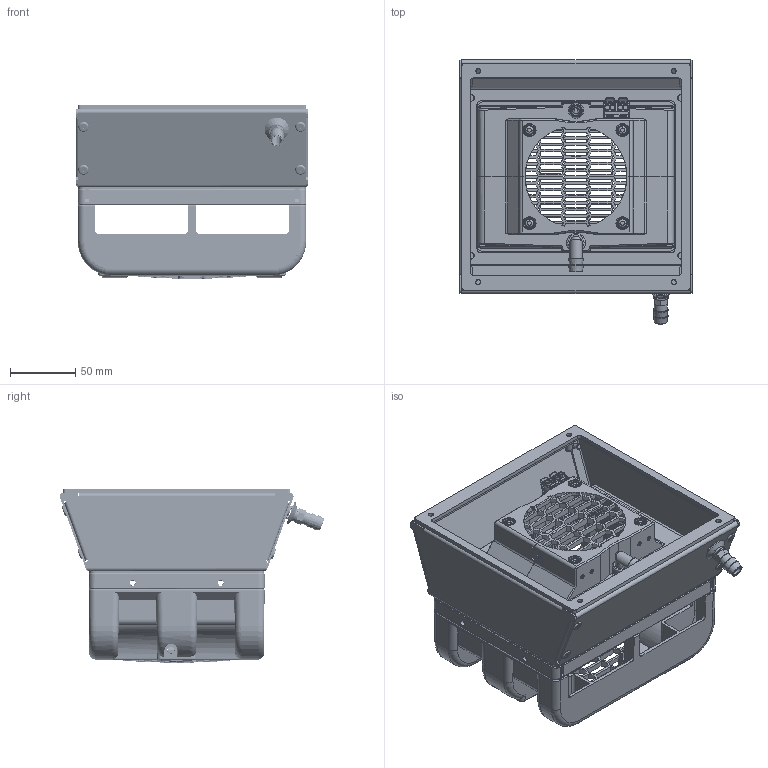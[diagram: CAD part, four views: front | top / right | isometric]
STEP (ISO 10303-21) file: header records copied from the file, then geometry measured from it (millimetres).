
FILE_DESCRIPTION((''),'2;1');
FILE_NAME('TG3039-FLUSH_ASM_1_ASM','2022-02-14T14:01:17',('alexcam'),(''),'CREO PARAMETRIC BY PTC INC, 2018500','CREO PARAMETRIC BY PTC INC, 2018500','');
FILE_SCHEMA(('CONFIG_CONTROL_DESIGN'));
Products named in the file (17): TG3039-PLASTICFRAME_1; TG3039-PLASTICFRAME-2_1; ADELS-CONTACT_21833_1; PLASTIC_RIVET_M4_X_6_5_ASMBLD_1; BAYONET_DRAINFITTING_ANGLE_1; TG3039-ASM-INT_ASM_1_ASM; TG3039-AMBGRILLE_1; TG3039-BLANK_1; TG3039-AMBGRILLE_ASM_1_ASM; TG3039-MNTGSKT-RECESS_1; TG3039-SHROUD_1; BAYONET_DRAINFITTING_1; POPNUT_M4_HEX_OPEN_A2_1; TG3039-MNTGSKT-FLUSH_1; RIVETED_1; TG3039-SHROUD_ASM_1_ASM; TG3039-FLUSH_ASM_1_ASM
Assembly tree (34 placements, depth 3):
  TG3039-FLUSH_ASM_1_ASM
    TG3039-ASM-INT_ASM_1_ASM
      TG3039-PLASTICFRAME_1
      TG3039-PLASTICFRAME-2_1
      ADELS-CONTACT_21833_1
      PLASTIC_RIVET_M4_X_6_5_ASMBLD_1  x4
      BAYONET_DRAINFITTING_ANGLE_1
    TG3039-AMBGRILLE_ASM_1_ASM
      TG3039-AMBGRILLE_1
      PLASTIC_RIVET_M4_X_6_5_ASMBLD_1  x4
      TG3039-BLANK_1  x2
    TG3039-MNTGSKT-RECESS_1
    TG3039-SHROUD_ASM_1_ASM
      TG3039-SHROUD_1
      BAYONET_DRAINFITTING_1
      POPNUT_M4_HEX_OPEN_A2_1  x4
      TG3039-MNTGSKT-FLUSH_1
      RIVETED_1  x8
Bounding box: 178.5 x 202.92 x 133.3 mm (x, y, z)
Volume: 434011.8 mm3; surface area: 407329.8 mm2
Topology: 31 solids, 39 shells, 5318 faces, 14851 edges, 9606 vertices
Faces by surface type: plane 2930, cylinder 1221, bspline 500, cone 442, torus 193, extrusion 18, sphere 14
Entity records: 181755 total; most frequent: CARTESIAN_POINT 62759, ORIENTED_EDGE 26900, DIRECTION 21640, EDGE_CURVE 13452, VERTEX_POINT 8709, VECTOR 7904, LINE 7888, AXIS2_PLACEMENT_3D 6868
